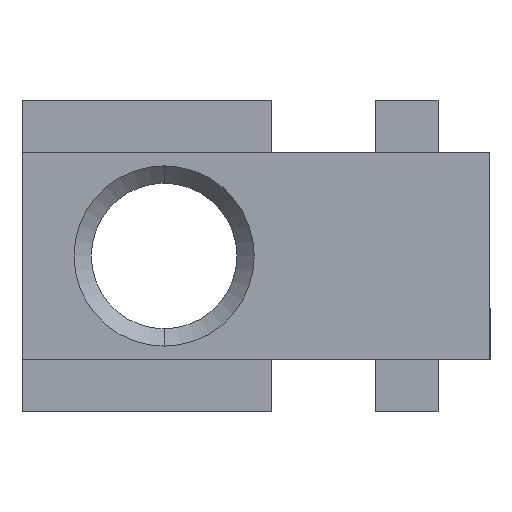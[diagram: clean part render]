
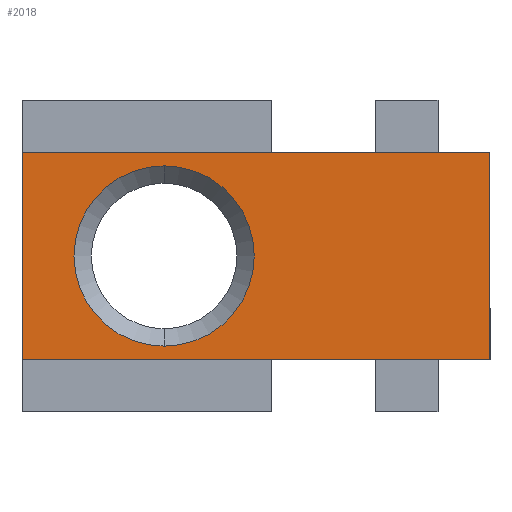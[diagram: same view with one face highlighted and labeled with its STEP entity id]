
A CAD part, left-side view. The second image highlights one B-rep face of the part: STEP entity #2018.
In plain terms, the highlighted planar face has unit normal (-1, 0, 0).
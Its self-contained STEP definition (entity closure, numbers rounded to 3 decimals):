
#20 = DIRECTION ( 'NONE',  ( 1., 0., 0. ) ) ;
#58 = VECTOR ( 'NONE', #1115, 1000. ) ;
#81 = VERTEX_POINT ( 'NONE', #1360 ) ;
#101 = CARTESIAN_POINT ( 'NONE',  ( 0., 0., 3. ) ) ;
#112 = CARTESIAN_POINT ( 'NONE',  ( 0., 13.5, -3. ) ) ;
#138 = CARTESIAN_POINT ( 'NONE',  ( 0., 9.4, 0. ) ) ;
#244 = CARTESIAN_POINT ( 'NONE',  ( 0., 9.4, 2.6 ) ) ;
#258 = AXIS2_PLACEMENT_3D ( 'NONE', #1951, #20, #1272 ) ;
#276 = EDGE_CURVE ( 'NONE', #1572, #1100, #536, .T. ) ;
#350 = CARTESIAN_POINT ( 'NONE',  ( 0., 9.4, 0. ) ) ;
#410 = EDGE_CURVE ( 'NONE', #1100, #1572, #2071, .T. ) ;
#422 = CARTESIAN_POINT ( 'NONE',  ( 0., 0., -3. ) ) ;
#478 = CARTESIAN_POINT ( 'NONE',  ( 0., 9.4, -2.6 ) ) ;
#519 = VERTEX_POINT ( 'NONE', #112 ) ;
#536 = CIRCLE ( 'NONE', #593, 2.6 ) ;
#579 = FACE_BOUND ( 'NONE', #1788, .T. ) ;
#587 = ORIENTED_EDGE ( 'NONE', *, *, #276, .T. ) ;
#593 = AXIS2_PLACEMENT_3D ( 'NONE', #350, #1172, #1921 ) ;
#738 = LINE ( 'NONE', #2245, #1315 ) ;
#760 = CARTESIAN_POINT ( 'NONE',  ( 0., 0., -3. ) ) ;
#818 = EDGE_CURVE ( 'NONE', #1862, #1946, #948, .T. ) ;
#835 = DIRECTION ( 'NONE',  ( 0., -1., 0. ) ) ;
#930 = ORIENTED_EDGE ( 'NONE', *, *, #818, .F. ) ;
#931 = ORIENTED_EDGE ( 'NONE', *, *, #1213, .T. ) ;
#948 = LINE ( 'NONE', #1585, #58 ) ;
#1100 = VERTEX_POINT ( 'NONE', #244 ) ;
#1115 = DIRECTION ( 'NONE',  ( 0., 0., -1. ) ) ;
#1172 = DIRECTION ( 'NONE',  ( 1., 0., 0. ) ) ;
#1213 = EDGE_CURVE ( 'NONE', #81, #519, #738, .T. ) ;
#1272 = DIRECTION ( 'NONE',  ( 0., 0., -1. ) ) ;
#1315 = VECTOR ( 'NONE', #1531, 1000. ) ;
#1328 = ORIENTED_EDGE ( 'NONE', *, *, #1878, .T. ) ;
#1360 = CARTESIAN_POINT ( 'NONE',  ( 0., 13.5, 3. ) ) ;
#1398 = LINE ( 'NONE', #101, #1486 ) ;
#1486 = VECTOR ( 'NONE', #835, 1000. ) ;
#1531 = DIRECTION ( 'NONE',  ( 0., 0., -1. ) ) ;
#1565 = LINE ( 'NONE', #760, #1932 ) ;
#1572 = VERTEX_POINT ( 'NONE', #478 ) ;
#1577 = ORIENTED_EDGE ( 'NONE', *, *, #410, .T. ) ;
#1585 = CARTESIAN_POINT ( 'NONE',  ( 0., 0., 3. ) ) ;
#1595 = EDGE_CURVE ( 'NONE', #81, #1862, #1398, .T. ) ;
#1631 = DIRECTION ( 'NONE',  ( 0., -1., 0. ) ) ;
#1707 = DIRECTION ( 'NONE',  ( 1., 0., 0. ) ) ;
#1755 = DIRECTION ( 'NONE',  ( 0., 0., -1. ) ) ;
#1788 = EDGE_LOOP ( 'NONE', ( #1577, #587 ) ) ;
#1802 = CARTESIAN_POINT ( 'NONE',  ( 0., 0., 3. ) ) ;
#1859 = EDGE_LOOP ( 'NONE', ( #1328, #930, #1979, #931 ) ) ;
#1862 = VERTEX_POINT ( 'NONE', #1802 ) ;
#1876 = FACE_OUTER_BOUND ( 'NONE', #1859, .T. ) ;
#1878 = EDGE_CURVE ( 'NONE', #519, #1946, #1565, .T. ) ;
#1921 = DIRECTION ( 'NONE',  ( 0., 0., -1. ) ) ;
#1932 = VECTOR ( 'NONE', #1631, 1000. ) ;
#1938 = AXIS2_PLACEMENT_3D ( 'NONE', #138, #1707, #1755 ) ;
#1946 = VERTEX_POINT ( 'NONE', #422 ) ;
#1951 = CARTESIAN_POINT ( 'NONE',  ( 0., 0., 3. ) ) ;
#1979 = ORIENTED_EDGE ( 'NONE', *, *, #1595, .F. ) ;
#2018 = ADVANCED_FACE ( 'NONE', ( #579, #1876 ), #2139, .F. ) ;
#2071 = CIRCLE ( 'NONE', #1938, 2.6 ) ;
#2139 = PLANE ( 'NONE',  #258 ) ;
#2245 = CARTESIAN_POINT ( 'NONE',  ( 0., 13.5, 3. ) ) ;
